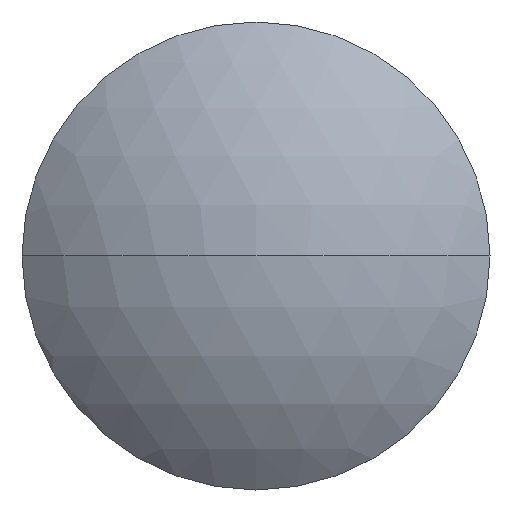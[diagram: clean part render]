
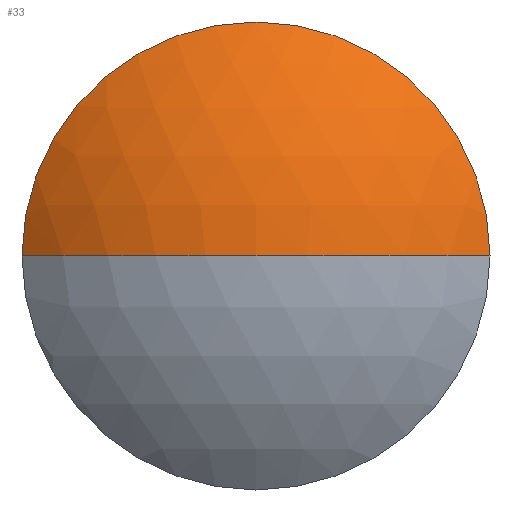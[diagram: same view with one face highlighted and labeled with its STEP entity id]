
A CAD part, left-side view. The second image highlights one B-rep face of the part: STEP entity #33.
In plain terms, the highlighted spherical face has radius 39.2 mm.
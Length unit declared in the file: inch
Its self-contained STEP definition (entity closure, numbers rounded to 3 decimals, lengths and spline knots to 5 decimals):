
#16 = ORIENTED_EDGE ( 'NONE', *, *, #17, .F. ) ;
#17 = EDGE_CURVE ( 'NONE', #18, #39, #125, .T. ) ;
#18 = VERTEX_POINT ( 'NONE', #120 ) ;
#19 = ORIENTED_EDGE ( 'NONE', *, *, #20, .F. ) ;
#20 = EDGE_CURVE ( 'NONE', #38, #18, #118, .T. ) ;
#30 = ORIENTED_EDGE ( 'NONE', *, *, #31, .T. ) ;
#31 = EDGE_CURVE ( 'NONE', #37, #39, #154, .T. ) ;
#33 = ADVANCED_FACE ( 'NONE', ( #189 ), #224, .T. ) ;
#34 = EDGE_LOOP ( 'NONE', ( #35, #30, #16, #19 ) ) ;
#35 = ORIENTED_EDGE ( 'NONE', *, *, #36, .F. ) ;
#36 = EDGE_CURVE ( 'NONE', #37, #38, #220, .T. ) ;
#37 = VERTEX_POINT ( 'NONE', #215 ) ;
#38 = VERTEX_POINT ( 'NONE', #214 ) ;
#39 = VERTEX_POINT ( 'NONE', #213 ) ;
#114 = DIRECTION ( 'NONE',  ( 0., 0., -1. ) ) ;
#115 = DIRECTION ( 'NONE',  ( 1., 0., 0. ) ) ;
#116 = CARTESIAN_POINT ( 'NONE',  ( -3.15796, 1.35893, 0.87225 ) ) ;
#117 = AXIS2_PLACEMENT_3D ( 'NONE', #116, #115, #114 ) ;
#118 = CIRCLE ( 'NONE', #117, 1. ) ;
#120 = CARTESIAN_POINT ( 'NONE',  ( -3.15796, 1.35893, 1.87225 ) ) ;
#121 = DIRECTION ( 'NONE',  ( 0., 0., -1. ) ) ;
#122 = DIRECTION ( 'NONE',  ( 1., 0., 0. ) ) ;
#123 = CARTESIAN_POINT ( 'NONE',  ( -3.15796, 1.35893, 0.87225 ) ) ;
#124 = AXIS2_PLACEMENT_3D ( 'NONE', #123, #122, #121 ) ;
#125 = CIRCLE ( 'NONE', #124, 1. ) ;
#150 = DIRECTION ( 'NONE',  ( 0., -1., 0. ) ) ;
#151 = DIRECTION ( 'NONE',  ( 0., 0., 1. ) ) ;
#152 = CARTESIAN_POINT ( 'NONE',  ( -1.98246, 1.35893, 0.87225 ) ) ;
#153 = AXIS2_PLACEMENT_3D ( 'NONE', #152, #151, #150 ) ;
#154 = CIRCLE ( 'NONE', #153, 1.54331 ) ;
#189 = FACE_OUTER_BOUND ( 'NONE', #34, .T. ) ;
#213 = CARTESIAN_POINT ( 'NONE',  ( -3.15796, 0.35893, 0.87225 ) ) ;
#214 = CARTESIAN_POINT ( 'NONE',  ( -3.15796, 2.35893, 0.87225 ) ) ;
#215 = CARTESIAN_POINT ( 'NONE',  ( -3.52577, 1.35893, 0.87225 ) ) ;
#216 = DIRECTION ( 'NONE',  ( -1., 0., 0. ) ) ;
#217 = DIRECTION ( 'NONE',  ( 0., 0., -1. ) ) ;
#218 = CARTESIAN_POINT ( 'NONE',  ( -1.98246, 1.35893, 0.87225 ) ) ;
#219 = AXIS2_PLACEMENT_3D ( 'NONE', #218, #217, #216 ) ;
#220 = CIRCLE ( 'NONE', #219, 1.54331 ) ;
#221 = DIRECTION ( 'NONE',  ( 0., 1., 0. ) ) ;
#222 = DIRECTION ( 'NONE',  ( 0., 0., 1. ) ) ;
#223 = AXIS2_PLACEMENT_3D ( 'NONE', #225, #222, #221 ) ;
#224 = SPHERICAL_SURFACE ( 'NONE', #223, 1.54331 ) ;
#225 = CARTESIAN_POINT ( 'NONE',  ( -1.98246, 1.35893, 0.87225 ) ) ;
